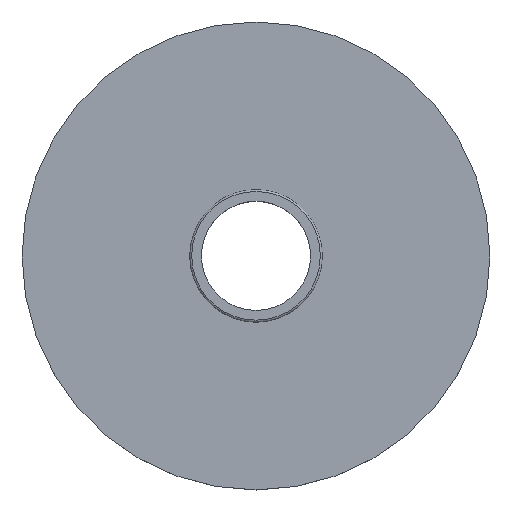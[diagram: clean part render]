
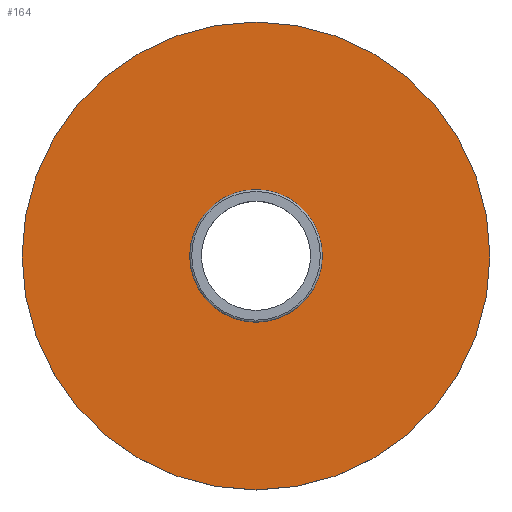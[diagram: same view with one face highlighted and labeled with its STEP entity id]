
A CAD part, top view. The second image highlights one B-rep face of the part: STEP entity #164.
In plain terms, the highlighted planar face has unit normal (0, 0, 1).
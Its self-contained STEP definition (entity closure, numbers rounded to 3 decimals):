
#17=FACE_BOUND('',#61,.T.);
#21=PLANE('',#202);
#46=FACE_OUTER_BOUND('',#60,.T.);
#60=EDGE_LOOP('',(#141));
#61=EDGE_LOOP('',(#142));
#77=CIRCLE('',#200,17.);
#78=CIRCLE('',#203,60.);
#89=VERTEX_POINT('',#298);
#90=VERTEX_POINT('',#304);
#105=EDGE_CURVE('',#89,#89,#77,.T.);
#108=EDGE_CURVE('',#90,#90,#78,.T.);
#141=ORIENTED_EDGE('',*,*,#108,.F.);
#142=ORIENTED_EDGE('',*,*,#105,.T.);
#164=ADVANCED_FACE('',(#46,#17),#21,.T.);
#200=AXIS2_PLACEMENT_3D('',#299,#248,#249);
#202=AXIS2_PLACEMENT_3D('',#303,#254,#255);
#203=AXIS2_PLACEMENT_3D('',#305,#256,#257);
#248=DIRECTION('center_axis',(0.,0.,-1.));
#249=DIRECTION('ref_axis',(1.,0.,0.));
#254=DIRECTION('center_axis',(0.,0.,1.));
#255=DIRECTION('ref_axis',(1.,0.,0.));
#256=DIRECTION('center_axis',(0.,0.,-1.));
#257=DIRECTION('ref_axis',(1.,0.,0.));
#298=CARTESIAN_POINT('',(17.,0.,7.));
#299=CARTESIAN_POINT('Origin',(0.,0.,7.));
#303=CARTESIAN_POINT('Origin',(-60.,0.,7.));
#304=CARTESIAN_POINT('',(60.,0.,7.));
#305=CARTESIAN_POINT('Origin',(0.,0.,7.));
